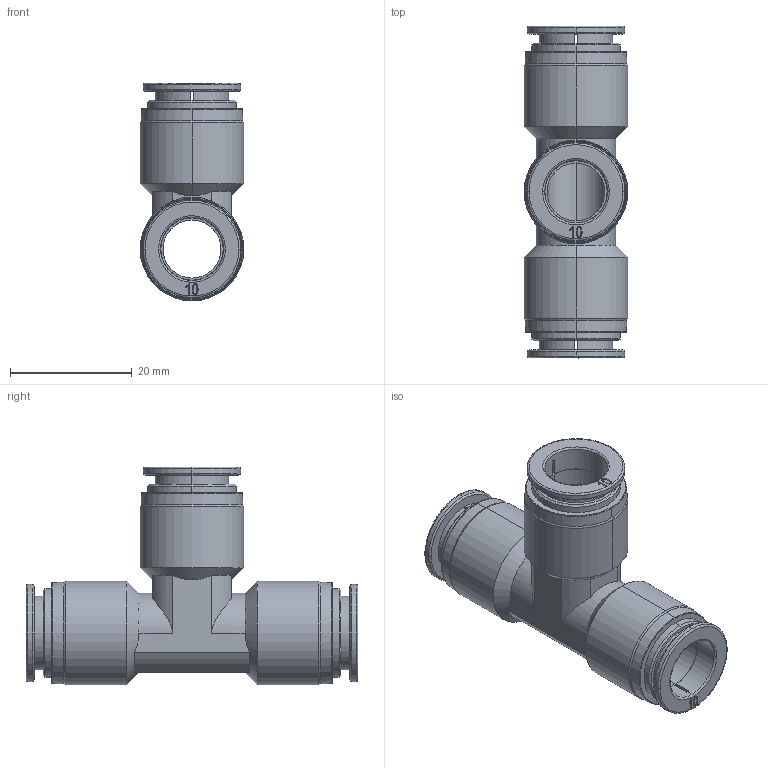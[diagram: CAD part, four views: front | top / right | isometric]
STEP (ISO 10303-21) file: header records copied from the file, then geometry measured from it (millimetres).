
FILE_DESCRIPTION (( 'STEP AP214' ), '1' );
FILE_NAME ('UT10M-SS.step', '2018-03-13T19:32:38', ( '' ), ( '' ), 'SwSTEP 2.0', 'SolidWorks 2017', '' );
FILE_SCHEMA (( 'AUTOMOTIVE_DESIGN' ));
Length unit declared in the file: inch
Products named in the file (1): UT10M-SS
Bounding box: 17 x 54.4 x 35.7 mm (x, y, z)
Volume: 8121.7 mm3; surface area: 7263.8 mm2
Topology: 1 solids, 1 shells, 213 faces, 547 edges, 353 vertices
Faces by surface type: bspline 69, plane 65, cylinder 49, cone 30
Entity records: 9004 total; most frequent: CARTESIAN_POINT 4155, ORIENTED_EDGE 1094, DIRECTION 856, EDGE_CURVE 547, VERTEX_POINT 353, AXIS2_PLACEMENT_3D 330, EDGE_LOOP 246, ADVANCED_FACE 213
